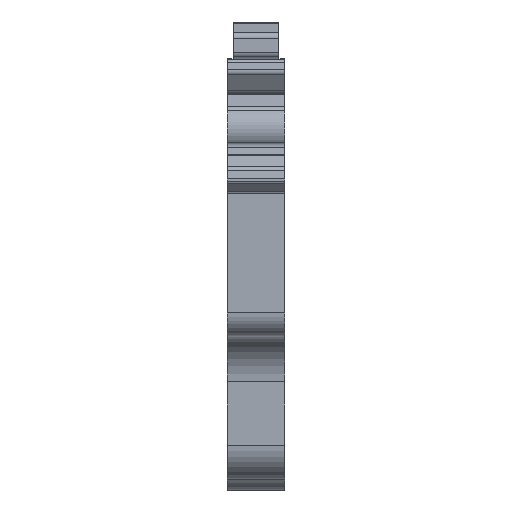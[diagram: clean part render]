
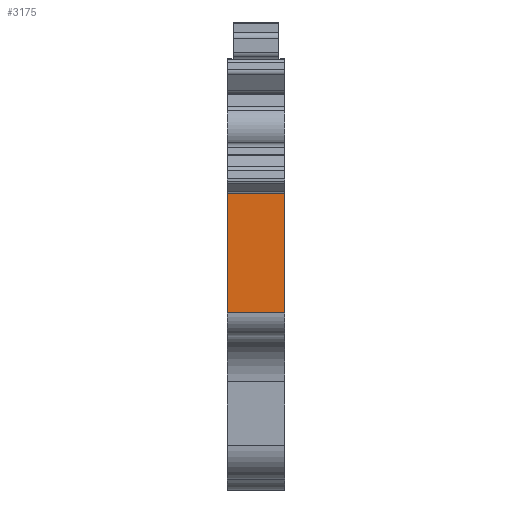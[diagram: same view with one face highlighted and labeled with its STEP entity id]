
A CAD part, left-side view. The second image highlights one B-rep face of the part: STEP entity #3175.
In plain terms, the highlighted face is planar.
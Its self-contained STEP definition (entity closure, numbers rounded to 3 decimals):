
#1010 = VERTEX_POINT ( 'NONE', #8312 ) ;
#1786 = AXIS2_PLACEMENT_3D ( 'NONE', #5222, #3079, #8679 ) ;
#2171 = VERTEX_POINT ( 'NONE', #6948 ) ;
#2311 = EDGE_LOOP ( 'NONE', ( #7905, #7672, #9180, #8233 ) ) ;
#2613 = VECTOR ( 'NONE', #8900, 1000. ) ;
#3079 = DIRECTION ( 'NONE',  ( 0., -1., 0. ) ) ;
#3153 = CARTESIAN_POINT ( 'NONE',  ( 0., 19.823, 18.197 ) ) ;
#3175 = ADVANCED_FACE ( 'NONE', ( #3968 ), #6800, .F. ) ;
#3221 = CARTESIAN_POINT ( 'NONE',  ( 5., 19.823, 18.197 ) ) ;
#3286 = VECTOR ( 'NONE', #8716, 1000. ) ;
#3429 = VECTOR ( 'NONE', #5988, 1000. ) ;
#3680 = EDGE_CURVE ( 'NONE', #5504, #5439, #5869, .T. ) ;
#3756 = LINE ( 'NONE', #6587, #3429 ) ;
#3952 = CARTESIAN_POINT ( 'NONE',  ( 5., 19.823, 7.843 ) ) ;
#3968 = FACE_OUTER_BOUND ( 'NONE', #2311, .T. ) ;
#4737 = CARTESIAN_POINT ( 'NONE',  ( 0., 19.823, 7.843 ) ) ;
#5222 = CARTESIAN_POINT ( 'NONE',  ( 0., 19.823, 18.197 ) ) ;
#5439 = VERTEX_POINT ( 'NONE', #3952 ) ;
#5504 = VERTEX_POINT ( 'NONE', #4737 ) ;
#5869 = LINE ( 'NONE', #7211, #3286 ) ;
#5979 = LINE ( 'NONE', #3221, #2613 ) ;
#5988 = DIRECTION ( 'NONE',  ( 0., 0., -1. ) ) ;
#6001 = DIRECTION ( 'NONE',  ( 1., 0., 0. ) ) ;
#6304 = EDGE_CURVE ( 'NONE', #2171, #5439, #5979, .T. ) ;
#6587 = CARTESIAN_POINT ( 'NONE',  ( 0., 19.823, 18.197 ) ) ;
#6690 = LINE ( 'NONE', #3153, #8779 ) ;
#6800 = PLANE ( 'NONE',  #1786 ) ;
#6948 = CARTESIAN_POINT ( 'NONE',  ( 5., 19.823, 18.197 ) ) ;
#7211 = CARTESIAN_POINT ( 'NONE',  ( 0., 19.823, 7.843 ) ) ;
#7217 = EDGE_CURVE ( 'NONE', #1010, #5504, #3756, .T. ) ;
#7672 = ORIENTED_EDGE ( 'NONE', *, *, #3680, .F. ) ;
#7905 = ORIENTED_EDGE ( 'NONE', *, *, #6304, .T. ) ;
#8158 = EDGE_CURVE ( 'NONE', #1010, #2171, #6690, .T. ) ;
#8233 = ORIENTED_EDGE ( 'NONE', *, *, #8158, .T. ) ;
#8312 = CARTESIAN_POINT ( 'NONE',  ( 0., 19.823, 18.197 ) ) ;
#8679 = DIRECTION ( 'NONE',  ( -1., 0., 0. ) ) ;
#8716 = DIRECTION ( 'NONE',  ( 1., 0., 0. ) ) ;
#8779 = VECTOR ( 'NONE', #6001, 1000. ) ;
#8900 = DIRECTION ( 'NONE',  ( 0., 0., -1. ) ) ;
#9180 = ORIENTED_EDGE ( 'NONE', *, *, #7217, .F. ) ;
